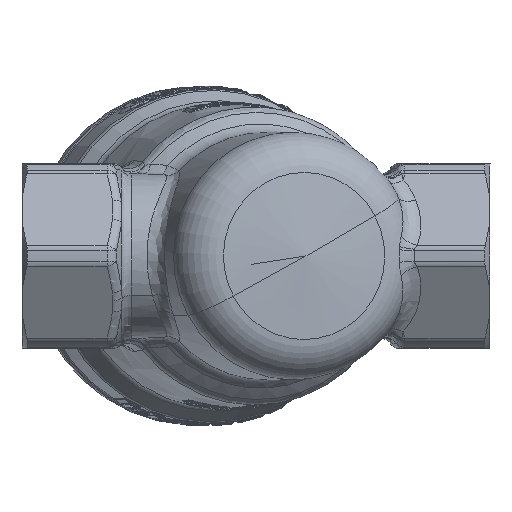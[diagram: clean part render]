
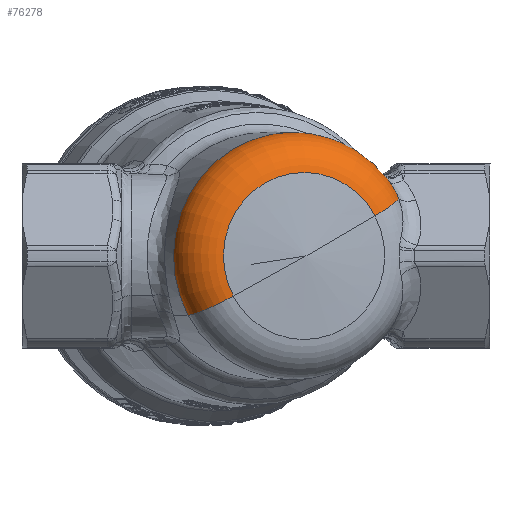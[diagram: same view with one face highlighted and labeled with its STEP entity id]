
A CAD part, front view. The second image highlights one B-rep face of the part: STEP entity #76278.
In plain terms, the highlighted toroidal (fillet/blend) face has major radius 10.9 mm and minor radius 6 mm.
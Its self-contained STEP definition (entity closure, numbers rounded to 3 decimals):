
#67322=CARTESIAN_POINT('Vertex',(14.766,-16.375,5.476)) ;
#67331=CARTESIAN_POINT('Vertex',(-4.6,-21.564,-5.476)) ;
#67909=CARTESIAN_POINT('Vertex',(18.039,-11.953,7.829)) ;
#69025=CARTESIAN_POINT('Axis2P3D Location',(5.083,-18.97,0.)) ;
#69092=CARTESIAN_POINT('Control Point',(16.721,-10.748,10.186)) ;
#69093=CARTESIAN_POINT('Control Point',(16.737,-10.759,10.165)) ;
#69094=CARTESIAN_POINT('Control Point',(16.753,-10.771,10.145)) ;
#69095=CARTESIAN_POINT('Control Point',(16.769,-10.783,10.123)) ;
#69096=CARTESIAN_POINT('Control Point',(16.837,-10.833,10.033)) ;
#69097=CARTESIAN_POINT('Control Point',(16.907,-10.885,9.937)) ;
#69098=CARTESIAN_POINT('Control Point',(16.961,-10.925,9.861)) ;
#69099=CARTESIAN_POINT('Control Point',(17.11,-11.039,9.645)) ;
#69100=CARTESIAN_POINT('Control Point',(17.257,-11.157,9.415)) ;
#69101=CARTESIAN_POINT('Control Point',(17.348,-11.235,9.264)) ;
#69102=CARTESIAN_POINT('Control Point',(17.499,-11.368,9.003)) ;
#69103=CARTESIAN_POINT('Control Point',(17.639,-11.502,8.735)) ;
#69104=CARTESIAN_POINT('Control Point',(17.695,-11.558,8.623)) ;
#69105=CARTESIAN_POINT('Control Point',(17.803,-11.671,8.399)) ;
#69106=CARTESIAN_POINT('Control Point',(17.902,-11.783,8.172)) ;
#69107=CARTESIAN_POINT('Control Point',(17.95,-11.84,8.058)) ;
#69108=CARTESIAN_POINT('Control Point',(17.995,-11.897,7.944)) ;
#69109=CARTESIAN_POINT('Control Point',(18.039,-11.953,7.829)) ;
#69110=CARTESIAN_POINT('Vertex',(16.721,-10.748,10.186)) ;
#69183=CARTESIAN_POINT('Control Point',(16.721,-10.748,10.186)) ;
#69184=CARTESIAN_POINT('Control Point',(16.622,-10.682,10.316)) ;
#69185=CARTESIAN_POINT('Control Point',(16.517,-10.609,10.446)) ;
#69186=CARTESIAN_POINT('Control Point',(16.408,-10.529,10.576)) ;
#69187=CARTESIAN_POINT('Control Point',(16.257,-10.412,10.746)) ;
#69188=CARTESIAN_POINT('Control Point',(16.093,-10.276,10.913)) ;
#69189=CARTESIAN_POINT('Control Point',(16.053,-10.242,10.952)) ;
#69190=CARTESIAN_POINT('Control Point',(16.012,-10.208,10.991)) ;
#69191=CARTESIAN_POINT('Control Point',(15.971,-10.171,11.03)) ;
#69192=CARTESIAN_POINT('Vertex',(15.971,-10.171,11.03)) ;
#69248=CARTESIAN_POINT('Control Point',(15.711,-9.934,11.257)) ;
#69249=CARTESIAN_POINT('Control Point',(15.712,-9.934,11.256)) ;
#69250=CARTESIAN_POINT('Control Point',(15.713,-9.935,11.256)) ;
#69251=CARTESIAN_POINT('Control Point',(15.714,-9.936,11.255)) ;
#69252=CARTESIAN_POINT('Control Point',(15.769,-9.991,11.211)) ;
#69253=CARTESIAN_POINT('Control Point',(15.823,-10.043,11.166)) ;
#69254=CARTESIAN_POINT('Control Point',(15.875,-10.09,11.12)) ;
#69255=CARTESIAN_POINT('Control Point',(15.925,-10.133,11.074)) ;
#69256=CARTESIAN_POINT('Control Point',(15.971,-10.171,11.03)) ;
#69257=CARTESIAN_POINT('Vertex',(15.711,-9.934,11.257)) ;
#74834=CARTESIAN_POINT('Axis2P3D Location',(12.776,-10.72,5.226)) ;
#74839=CARTESIAN_POINT('Axis2P3D Location',(-5.704,-15.672,-5.226)) ;
#74843=CARTESIAN_POINT('Vertex',(-10.79,-17.035,-8.102)) ;
#76259=CARTESIAN_POINT('Axis2P3D Location',(3.536,-13.196,0.)) ;
#76264=CARTESIAN_POINT('Axis2P3D Location',(3.536,-13.196,0.)) ;
#69026=DIRECTION('Axis2P3D Direction',(-0.259,0.966,-0.)) ;
#74835=DIRECTION('Axis2P3D Direction',(-0.463,-0.124,0.878)) ;
#74840=DIRECTION('Axis2P3D Direction',(0.463,0.124,-0.878)) ;
#76260=DIRECTION('Axis2P3D Direction',(0.259,-0.966,0.)) ;
#76261=DIRECTION('Axis2P3D XDirection',(0.848,0.227,0.479)) ;
#76265=DIRECTION('Axis2P3D Direction',(0.259,-0.966,0.)) ;
#69027=AXIS2_PLACEMENT_3D('Circle Axis2P3D',#69025,#69026,$) ;
#74836=AXIS2_PLACEMENT_3D('Circle Axis2P3D',#74834,#74835,$) ;
#74841=AXIS2_PLACEMENT_3D('Circle Axis2P3D',#74839,#74840,$) ;
#76262=AXIS2_PLACEMENT_3D('Torus Axis2P3D',#76259,#76260,#76261) ;
#76266=AXIS2_PLACEMENT_3D('Circle Axis2P3D',#76264,#76265,$) ;
#69028=CIRCLE('generated circle',#69027,11.423) ;
#74837=CIRCLE('generated circle',#74836,6.) ;
#74842=CIRCLE('generated circle',#74841,6.) ;
#76267=CIRCLE('generated circle',#76266,16.9) ;
#76263=TOROIDAL_SURFACE('homeo Torus',#76262,10.9,6.) ;
#69029=EDGE_CURVE('',#67323,#67332,#69028,.F.) ;
#69112=EDGE_CURVE('',#69111,#67910,#69091,.T.) ;
#69194=EDGE_CURVE('',#69193,#69111,#69182,.F.) ;
#69259=EDGE_CURVE('',#69258,#69193,#69247,.T.) ;
#74838=EDGE_CURVE('',#67323,#67910,#74837,.T.) ;
#74845=EDGE_CURVE('',#67332,#74844,#74842,.T.) ;
#76268=EDGE_CURVE('',#69258,#74844,#76267,.T.) ;
#76270=ORIENTED_EDGE('',*,*,#76268,.T.) ;
#76271=ORIENTED_EDGE('',*,*,#74845,.F.) ;
#76272=ORIENTED_EDGE('',*,*,#69029,.F.) ;
#76273=ORIENTED_EDGE('',*,*,#74838,.T.) ;
#76274=ORIENTED_EDGE('',*,*,#69112,.F.) ;
#76275=ORIENTED_EDGE('',*,*,#69194,.F.) ;
#76276=ORIENTED_EDGE('',*,*,#69259,.F.) ;
#76269=EDGE_LOOP('',(#76270,#76271,#76272,#76273,#76274,#76275,#76276)) ;
#67323=VERTEX_POINT('',#67322) ;
#67332=VERTEX_POINT('',#67331) ;
#67910=VERTEX_POINT('',#67909) ;
#69111=VERTEX_POINT('',#69110) ;
#69193=VERTEX_POINT('',#69192) ;
#69258=VERTEX_POINT('',#69257) ;
#74844=VERTEX_POINT('',#74843) ;
#76278=ADVANCED_FACE('PartBody',(#76277),#76263,.T.) ;
#69091=B_SPLINE_CURVE_WITH_KNOTS('',5,(#69092,#69093,#69094,#69095,#69096,#69097,#69098,#69099,#69100,#69101,#69102,#69103,#69104,#69105,#69106,#69107,#69108,#69109),.UNSPECIFIED.,.F.,.U.,(6,3,3,3,3,6),(16.849,17.153,18.128,19.863,21.086,22.31),.UNSPECIFIED.) ;
#69182=B_SPLINE_CURVE_WITH_KNOTS('',5,(#69183,#69184,#69185,#69186,#69187,#69188,#69189,#69190,#69191),.UNSPECIFIED.,.F.,.U.,(6,3,6),(49.046,54.407,56.083),.UNSPECIFIED.) ;
#69247=B_SPLINE_CURVE_WITH_KNOTS('',5,(#69248,#69249,#69250,#69251,#69252,#69253,#69254,#69255,#69256),.UNSPECIFIED.,.F.,.U.,(6,3,6),(5.093,5.1,5.587),.UNSPECIFIED.) ;
#76277=FACE_OUTER_BOUND('',#76269,.T.) ;
